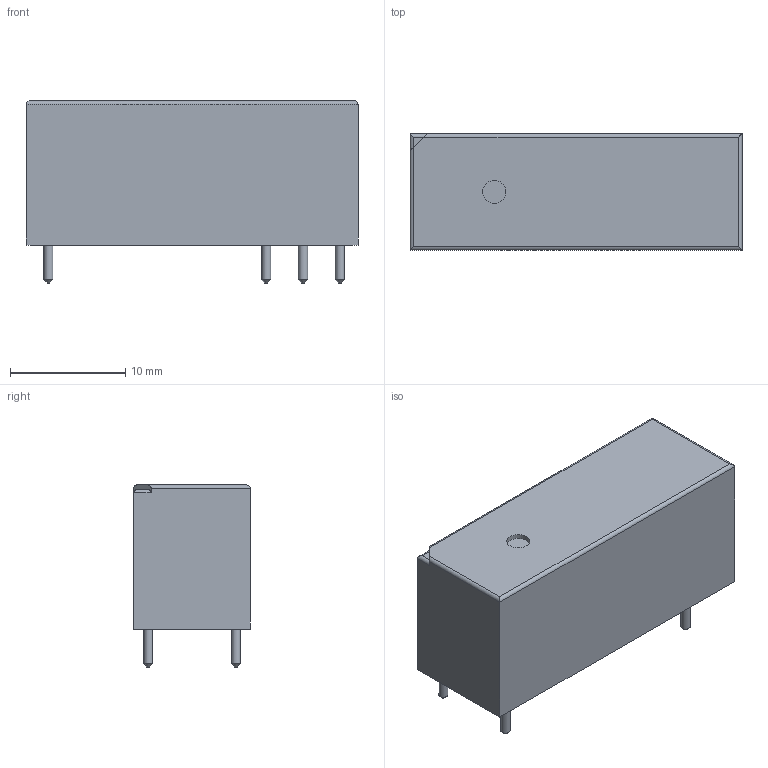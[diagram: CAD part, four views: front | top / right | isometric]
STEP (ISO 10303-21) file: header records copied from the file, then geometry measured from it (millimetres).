
FILE_DESCRIPTION(('FreeCAD Model'),'2;1');
FILE_NAME('AZ6963.step', '2020-12-02T19:59:09',('Author'),(''), 'Open CASCADE STEP processor 7.3','FreeCAD','Unknown');
FILE_SCHEMA(('AUTOMOTIVE_DESIGN { 1 0 10303 214 1 1 1 1 }'));
Length unit declared in the file: millimetre
Products named in the file (1): AZ6963
Bounding box: 28.8 x 10.1 x 15.8 mm (x, y, z)
Volume: 3595.5 mm3; surface area: 1623.1 mm2
Topology: 1 solids, 1 shells, 49 faces, 110 edges, 71 vertices
Faces by surface type: plane 24, cylinder 20, cone 5
Full cylindrical faces by diameter (mm): 0.8 x5, 2 x1
Entity records: 3283 total; most frequent: CARTESIAN_POINT 655, DIRECTION 441, LINE 245, VECTOR 245, ORIENTED_EDGE 220, PCURVE 220, DEFINITIONAL_REPRESENTATION 220, EDGE_CURVE 110
